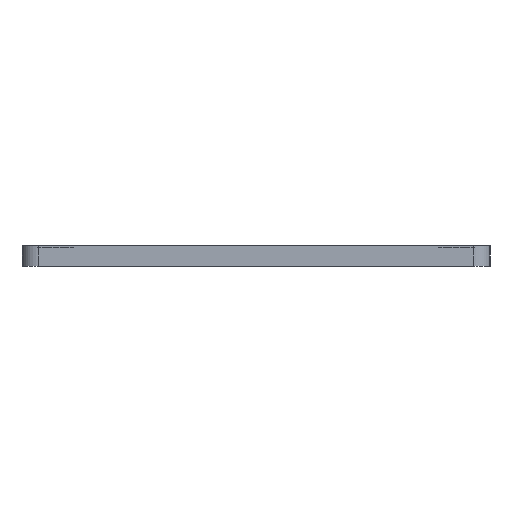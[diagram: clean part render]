
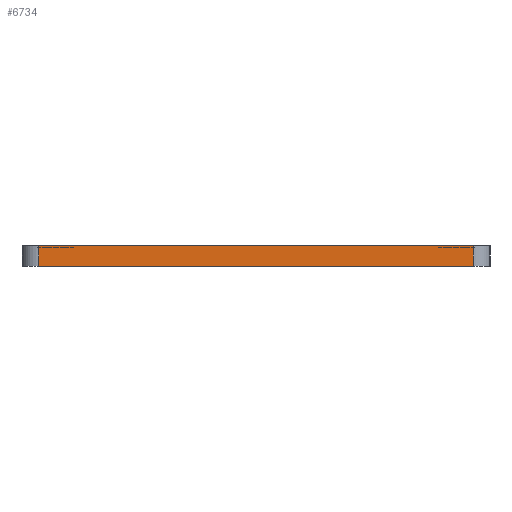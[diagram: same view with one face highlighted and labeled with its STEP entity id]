
A CAD part, left-side view. The second image highlights one B-rep face of the part: STEP entity #6734.
In plain terms, the highlighted planar face has unit normal (-1, 0, 0).
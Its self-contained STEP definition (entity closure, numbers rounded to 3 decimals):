
#73 = PLANE('',#74);
#74 = AXIS2_PLACEMENT_3D('',#75,#76,#77);
#75 = CARTESIAN_POINT('',(218.5,28.,-2.5));
#76 = DIRECTION('',(0.,0.,1.));
#77 = DIRECTION('',(1.,0.,-0.));
#132 = PLANE('',#133);
#133 = AXIS2_PLACEMENT_3D('',#134,#135,#136);
#134 = CARTESIAN_POINT('',(218.5,28.,0.));
#135 = DIRECTION('',(0.,0.,1.));
#136 = DIRECTION('',(1.,0.,-0.));
#169 = CYLINDRICAL_SURFACE('',#170,2.);
#170 = AXIS2_PLACEMENT_3D('',#171,#172,#173);
#171 = CARTESIAN_POINT('',(2.,54.,0.));
#172 = DIRECTION('',(-0.,0.,1.));
#173 = DIRECTION('',(1.,0.,-0.));
#306 = VERTEX_POINT('',#307);
#307 = CARTESIAN_POINT('',(0.,54.,0.));
#333 = EDGE_CURVE('',#334,#306,#336,.T.);
#334 = VERTEX_POINT('',#335);
#335 = CARTESIAN_POINT('',(0.,2.,0.));
#336 = SURFACE_CURVE('',#337,(#341,#348),.PCURVE_S1.);
#337 = LINE('',#338,#339);
#338 = CARTESIAN_POINT('',(0.,2.,0.));
#339 = VECTOR('',#340,1.);
#340 = DIRECTION('',(0.,1.,0.));
#341 = PCURVE('',#132,#342);
#342 = DEFINITIONAL_REPRESENTATION('',(#343),#347);
#343 = LINE('',#344,#345);
#344 = CARTESIAN_POINT('',(-218.5,-26.));
#345 = VECTOR('',#346,1.);
#346 = DIRECTION('',(0.,1.));
#347 = ( GEOMETRIC_REPRESENTATION_CONTEXT(2) 
PARAMETRIC_REPRESENTATION_CONTEXT() REPRESENTATION_CONTEXT('2D SPACE',''
  ) );
#348 = PCURVE('',#349,#354);
#349 = PLANE('',#350);
#350 = AXIS2_PLACEMENT_3D('',#351,#352,#353);
#351 = CARTESIAN_POINT('',(0.,2.,0.));
#352 = DIRECTION('',(1.,-0.,0.));
#353 = DIRECTION('',(0.,1.,0.));
#354 = DEFINITIONAL_REPRESENTATION('',(#355),#359);
#355 = LINE('',#356,#357);
#356 = CARTESIAN_POINT('',(0.,0.));
#357 = VECTOR('',#358,1.);
#358 = DIRECTION('',(1.,0.));
#359 = ( GEOMETRIC_REPRESENTATION_CONTEXT(2) 
PARAMETRIC_REPRESENTATION_CONTEXT() REPRESENTATION_CONTEXT('2D SPACE',''
  ) );
#382 = CYLINDRICAL_SURFACE('',#383,2.);
#383 = AXIS2_PLACEMENT_3D('',#384,#385,#386);
#384 = CARTESIAN_POINT('',(2.,2.,0.));
#385 = DIRECTION('',(-0.,0.,1.));
#386 = DIRECTION('',(1.,0.,-0.));
#3779 = VERTEX_POINT('',#3780);
#3780 = CARTESIAN_POINT('',(0.,54.,-2.5));
#3806 = EDGE_CURVE('',#3807,#3779,#3809,.T.);
#3807 = VERTEX_POINT('',#3808);
#3808 = CARTESIAN_POINT('',(0.,2.,-2.5));
#3809 = SURFACE_CURVE('',#3810,(#3814,#3821),.PCURVE_S1.);
#3810 = LINE('',#3811,#3812);
#3811 = CARTESIAN_POINT('',(0.,2.,-2.5));
#3812 = VECTOR('',#3813,1.);
#3813 = DIRECTION('',(0.,1.,0.));
#3814 = PCURVE('',#73,#3815);
#3815 = DEFINITIONAL_REPRESENTATION('',(#3816),#3820);
#3816 = LINE('',#3817,#3818);
#3817 = CARTESIAN_POINT('',(-218.5,-26.));
#3818 = VECTOR('',#3819,1.);
#3819 = DIRECTION('',(0.,1.));
#3820 = ( GEOMETRIC_REPRESENTATION_CONTEXT(2) 
PARAMETRIC_REPRESENTATION_CONTEXT() REPRESENTATION_CONTEXT('2D SPACE',''
  ) );
#3821 = PCURVE('',#349,#3822);
#3822 = DEFINITIONAL_REPRESENTATION('',(#3823),#3827);
#3823 = LINE('',#3824,#3825);
#3824 = CARTESIAN_POINT('',(0.,-2.5));
#3825 = VECTOR('',#3826,1.);
#3826 = DIRECTION('',(1.,0.));
#3827 = ( GEOMETRIC_REPRESENTATION_CONTEXT(2) 
PARAMETRIC_REPRESENTATION_CONTEXT() REPRESENTATION_CONTEXT('2D SPACE',''
  ) );
#6684 = EDGE_CURVE('',#306,#3779,#6685,.T.);
#6685 = SURFACE_CURVE('',#6686,(#6690,#6697),.PCURVE_S1.);
#6686 = LINE('',#6687,#6688);
#6687 = CARTESIAN_POINT('',(0.,54.,0.));
#6688 = VECTOR('',#6689,1.);
#6689 = DIRECTION('',(0.,0.,-1.));
#6690 = PCURVE('',#169,#6691);
#6691 = DEFINITIONAL_REPRESENTATION('',(#6692),#6696);
#6692 = LINE('',#6693,#6694);
#6693 = CARTESIAN_POINT('',(-3.142,0.));
#6694 = VECTOR('',#6695,1.);
#6695 = DIRECTION('',(-0.,-1.));
#6696 = ( GEOMETRIC_REPRESENTATION_CONTEXT(2) 
PARAMETRIC_REPRESENTATION_CONTEXT() REPRESENTATION_CONTEXT('2D SPACE',''
  ) );
#6697 = PCURVE('',#349,#6698);
#6698 = DEFINITIONAL_REPRESENTATION('',(#6699),#6703);
#6699 = LINE('',#6700,#6701);
#6700 = CARTESIAN_POINT('',(52.,0.));
#6701 = VECTOR('',#6702,1.);
#6702 = DIRECTION('',(0.,-1.));
#6703 = ( GEOMETRIC_REPRESENTATION_CONTEXT(2) 
PARAMETRIC_REPRESENTATION_CONTEXT() REPRESENTATION_CONTEXT('2D SPACE',''
  ) );
#6734 = ADVANCED_FACE('',(#6735),#349,.F.);
#6735 = FACE_BOUND('',#6736,.F.);
#6736 = EDGE_LOOP('',(#6737,#6758,#6759,#6760));
#6737 = ORIENTED_EDGE('',*,*,#6738,.T.);
#6738 = EDGE_CURVE('',#334,#3807,#6739,.T.);
#6739 = SURFACE_CURVE('',#6740,(#6744,#6751),.PCURVE_S1.);
#6740 = LINE('',#6741,#6742);
#6741 = CARTESIAN_POINT('',(0.,2.,0.));
#6742 = VECTOR('',#6743,1.);
#6743 = DIRECTION('',(0.,0.,-1.));
#6744 = PCURVE('',#349,#6745);
#6745 = DEFINITIONAL_REPRESENTATION('',(#6746),#6750);
#6746 = LINE('',#6747,#6748);
#6747 = CARTESIAN_POINT('',(0.,0.));
#6748 = VECTOR('',#6749,1.);
#6749 = DIRECTION('',(0.,-1.));
#6750 = ( GEOMETRIC_REPRESENTATION_CONTEXT(2) 
PARAMETRIC_REPRESENTATION_CONTEXT() REPRESENTATION_CONTEXT('2D SPACE',''
  ) );
#6751 = PCURVE('',#382,#6752);
#6752 = DEFINITIONAL_REPRESENTATION('',(#6753),#6757);
#6753 = LINE('',#6754,#6755);
#6754 = CARTESIAN_POINT('',(-3.142,0.));
#6755 = VECTOR('',#6756,1.);
#6756 = DIRECTION('',(-0.,-1.));
#6757 = ( GEOMETRIC_REPRESENTATION_CONTEXT(2) 
PARAMETRIC_REPRESENTATION_CONTEXT() REPRESENTATION_CONTEXT('2D SPACE',''
  ) );
#6758 = ORIENTED_EDGE('',*,*,#3806,.T.);
#6759 = ORIENTED_EDGE('',*,*,#6684,.F.);
#6760 = ORIENTED_EDGE('',*,*,#333,.F.);
